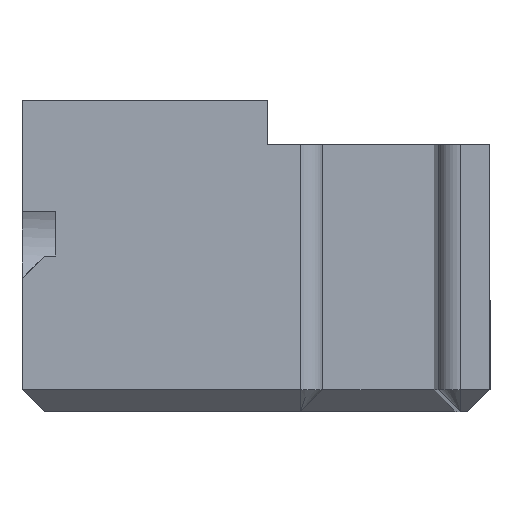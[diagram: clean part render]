
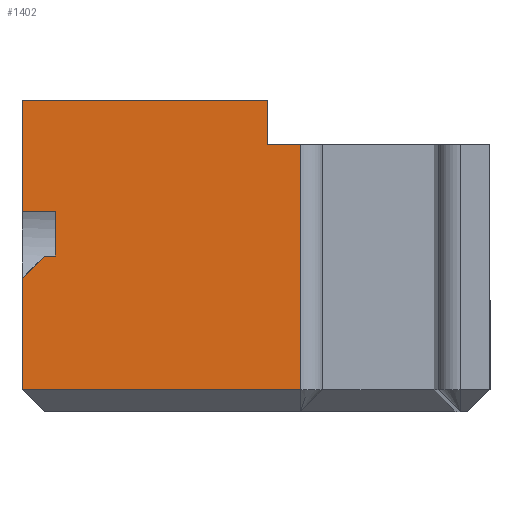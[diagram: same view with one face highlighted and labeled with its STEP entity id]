
A CAD part, left-side view. The second image highlights one B-rep face of the part: STEP entity #1402.
In plain terms, the highlighted planar face has unit normal (-1, 0, 0).
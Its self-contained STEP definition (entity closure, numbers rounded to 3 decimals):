
#2 = DIRECTION ( 'NONE',  ( 0., 1., 0. ) ) ;
#24 = CARTESIAN_POINT ( 'NONE',  ( -23., 11., -2.5 ) ) ;
#29 = EDGE_CURVE ( 'NONE', #298, #1141, #580, .T. ) ;
#60 = VERTEX_POINT ( 'NONE', #354 ) ;
#83 = EDGE_CURVE ( 'NONE', #500, #1141, #247, .T. ) ;
#121 = CARTESIAN_POINT ( 'NONE',  ( -23., -9., 2.5 ) ) ;
#153 = VERTEX_POINT ( 'NONE', #196 ) ;
#196 = CARTESIAN_POINT ( 'NONE',  ( -23., 10.5, -0.5 ) ) ;
#214 = CARTESIAN_POINT ( 'NONE',  ( -23., 1., 4.5 ) ) ;
#243 = LINE ( 'NONE', #1043, #804 ) ;
#247 = LINE ( 'NONE', #121, #876 ) ;
#265 = EDGE_CURVE ( 'NONE', #1301, #881, #854, .T. ) ;
#298 = VERTEX_POINT ( 'NONE', #1355 ) ;
#338 = CARTESIAN_POINT ( 'NONE',  ( -23., 7.783, -0.5 ) ) ;
#354 = CARTESIAN_POINT ( 'NONE',  ( -23., 10.5, -2.5 ) ) ;
#367 = DIRECTION ( 'NONE',  ( 0., 0., -1. ) ) ;
#385 = ORIENTED_EDGE ( 'NONE', *, *, #808, .T. ) ;
#438 = DIRECTION ( 'NONE',  ( 0., 0., -1. ) ) ;
#444 = VECTOR ( 'NONE', #867, 1000. ) ;
#446 = LINE ( 'NONE', #1120, #896 ) ;
#451 = DIRECTION ( 'NONE',  ( 0., 1., 0. ) ) ;
#496 = EDGE_CURVE ( 'NONE', #500, #740, #602, .T. ) ;
#500 = VERTEX_POINT ( 'NONE', #1030 ) ;
#508 = CARTESIAN_POINT ( 'NONE',  ( -23., 12., 4.5 ) ) ;
#532 = LINE ( 'NONE', #1334, #996 ) ;
#580 = LINE ( 'NONE', #1017, #1114 ) ;
#591 = CARTESIAN_POINT ( 'NONE',  ( -23., 7.783, -2.5 ) ) ;
#602 = LINE ( 'NONE', #928, #1115 ) ;
#605 = VERTEX_POINT ( 'NONE', #508 ) ;
#650 = ORIENTED_EDGE ( 'NONE', *, *, #496, .T. ) ;
#655 = EDGE_CURVE ( 'NONE', #605, #893, #1207, .T. ) ;
#660 = DIRECTION ( 'NONE',  ( 0., -1., 0. ) ) ;
#740 = VERTEX_POINT ( 'NONE', #214 ) ;
#759 = ORIENTED_EDGE ( 'NONE', *, *, #863, .T. ) ;
#777 = VECTOR ( 'NONE', #2, 1000. ) ;
#789 = EDGE_CURVE ( 'NONE', #802, #298, #532, .T. ) ;
#794 = DIRECTION ( 'NONE',  ( 0., -1., 0. ) ) ;
#796 = ORIENTED_EDGE ( 'NONE', *, *, #789, .T. ) ;
#798 = DIRECTION ( 'NONE',  ( 0., 0., 1. ) ) ;
#802 = VERTEX_POINT ( 'NONE', #1245 ) ;
#804 = VECTOR ( 'NONE', #794, 1000. ) ;
#808 = EDGE_CURVE ( 'NONE', #153, #60, #446, .T. ) ;
#839 = CARTESIAN_POINT ( 'NONE',  ( -23., 0., 9.5 ) ) ;
#854 = LINE ( 'NONE', #1447, #1038 ) ;
#863 = EDGE_CURVE ( 'NONE', #60, #1301, #1268, .T. ) ;
#867 = DIRECTION ( 'NONE',  ( 0., 0., -1. ) ) ;
#875 = DIRECTION ( 'NONE',  ( 0., 0.707, -0.707 ) ) ;
#876 = VECTOR ( 'NONE', #1138, 1000. ) ;
#881 = VERTEX_POINT ( 'NONE', #933 ) ;
#883 = EDGE_CURVE ( 'NONE', #605, #740, #243, .T. ) ;
#893 = VERTEX_POINT ( 'NONE', #939 ) ;
#896 = VECTOR ( 'NONE', #438, 1000. ) ;
#928 = CARTESIAN_POINT ( 'NONE',  ( -23., 1., 2.5 ) ) ;
#933 = CARTESIAN_POINT ( 'NONE',  ( -23., 12., -3.5 ) ) ;
#939 = CARTESIAN_POINT ( 'NONE',  ( -23., 12., -0.5 ) ) ;
#960 = FACE_OUTER_BOUND ( 'NONE', #1028, .T. ) ;
#962 = LINE ( 'NONE', #1064, #1162 ) ;
#971 = ORIENTED_EDGE ( 'NONE', *, *, #1252, .F. ) ;
#974 = VECTOR ( 'NONE', #451, 1000. ) ;
#992 = EDGE_CURVE ( 'NONE', #881, #802, #962, .T. ) ;
#996 = VECTOR ( 'NONE', #660, 1000. ) ;
#1003 = ORIENTED_EDGE ( 'NONE', *, *, #992, .T. ) ;
#1017 = CARTESIAN_POINT ( 'NONE',  ( -23., -0.5, 4.5 ) ) ;
#1019 = LINE ( 'NONE', #338, #974 ) ;
#1028 = EDGE_LOOP ( 'NONE', ( #1003, #796, #1267, #1221, #650, #1177, #1397, #971, #385, #759, #1256 ) ) ;
#1030 = CARTESIAN_POINT ( 'NONE',  ( -23., 1., 2.5 ) ) ;
#1038 = VECTOR ( 'NONE', #875, 1000. ) ;
#1043 = CARTESIAN_POINT ( 'NONE',  ( -23., 12., 4.5 ) ) ;
#1053 = DIRECTION ( 'NONE',  ( 0., 0., 1. ) ) ;
#1061 = DIRECTION ( 'NONE',  ( 1., 0., 0. ) ) ;
#1064 = CARTESIAN_POINT ( 'NONE',  ( -23., 12., 9.5 ) ) ;
#1066 = CARTESIAN_POINT ( 'NONE',  ( -23., 12., 9.5 ) ) ;
#1114 = VECTOR ( 'NONE', #798, 1000. ) ;
#1115 = VECTOR ( 'NONE', #1053, 1000. ) ;
#1118 = CARTESIAN_POINT ( 'NONE',  ( -23., -0.5, 2.5 ) ) ;
#1120 = CARTESIAN_POINT ( 'NONE',  ( -23., 10.5, -2.5 ) ) ;
#1138 = DIRECTION ( 'NONE',  ( 0., -1., 0. ) ) ;
#1141 = VERTEX_POINT ( 'NONE', #1118 ) ;
#1162 = VECTOR ( 'NONE', #1172, 1000. ) ;
#1165 = AXIS2_PLACEMENT_3D ( 'NONE', #839, #1061, #367 ) ;
#1172 = DIRECTION ( 'NONE',  ( 0., 0., -1. ) ) ;
#1177 = ORIENTED_EDGE ( 'NONE', *, *, #883, .F. ) ;
#1207 = LINE ( 'NONE', #1066, #444 ) ;
#1221 = ORIENTED_EDGE ( 'NONE', *, *, #83, .F. ) ;
#1245 = CARTESIAN_POINT ( 'NONE',  ( -23., 12., -8.5 ) ) ;
#1252 = EDGE_CURVE ( 'NONE', #153, #893, #1019, .T. ) ;
#1256 = ORIENTED_EDGE ( 'NONE', *, *, #265, .T. ) ;
#1267 = ORIENTED_EDGE ( 'NONE', *, *, #29, .T. ) ;
#1268 = LINE ( 'NONE', #591, #777 ) ;
#1301 = VERTEX_POINT ( 'NONE', #24 ) ;
#1334 = CARTESIAN_POINT ( 'NONE',  ( -23., 0., -8.5 ) ) ;
#1355 = CARTESIAN_POINT ( 'NONE',  ( -23., -0.5, -8.5 ) ) ;
#1394 = PLANE ( 'NONE',  #1165 ) ;
#1397 = ORIENTED_EDGE ( 'NONE', *, *, #655, .T. ) ;
#1402 = ADVANCED_FACE ( 'NONE', ( #960 ), #1394, .F. ) ;
#1447 = CARTESIAN_POINT ( 'NONE',  ( -23., 11., -2.5 ) ) ;
